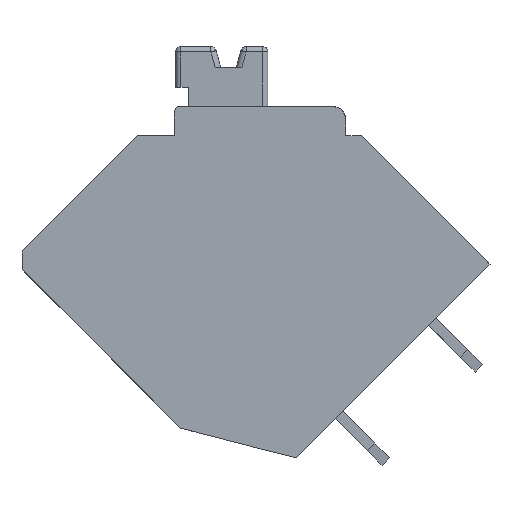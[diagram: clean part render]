
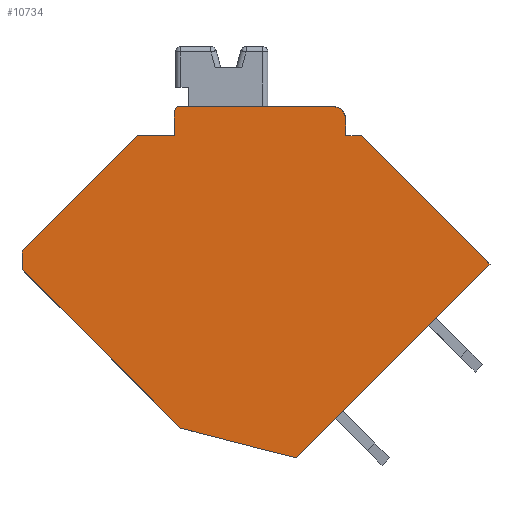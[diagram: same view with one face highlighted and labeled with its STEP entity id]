
A CAD part, left-side view. The second image highlights one B-rep face of the part: STEP entity #10734.
In plain terms, the highlighted planar face has unit normal (-1, 0, 0).
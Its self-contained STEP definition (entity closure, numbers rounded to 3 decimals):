
#236=PLANE('',#11412);
#598=CIRCLE('',#11379,0.5);
#600=CIRCLE('',#11383,0.2);
#1479=ORIENTED_EDGE('',*,*,#4597,.F.);
#1480=ORIENTED_EDGE('',*,*,#4603,.T.);
#1481=ORIENTED_EDGE('',*,*,#4260,.F.);
#1482=ORIENTED_EDGE('',*,*,#4594,.F.);
#1483=ORIENTED_EDGE('',*,*,#4562,.F.);
#1484=ORIENTED_EDGE('',*,*,#4283,.F.);
#1485=ORIENTED_EDGE('',*,*,#4588,.F.);
#1486=ORIENTED_EDGE('',*,*,#4587,.F.);
#1487=ORIENTED_EDGE('',*,*,#4505,.T.);
#1488=ORIENTED_EDGE('',*,*,#4500,.F.);
#1489=ORIENTED_EDGE('',*,*,#4512,.T.);
#1490=ORIENTED_EDGE('',*,*,#4510,.F.);
#1491=ORIENTED_EDGE('',*,*,#4570,.F.);
#4260=EDGE_CURVE('',#5862,#5863,#6904,.T.);
#4283=EDGE_CURVE('',#5883,#5884,#6927,.T.);
#4500=EDGE_CURVE('',#6073,#6074,#7128,.T.);
#4505=EDGE_CURVE('',#6078,#6074,#598,.T.);
#4510=EDGE_CURVE('',#6082,#6079,#7135,.T.);
#4512=EDGE_CURVE('',#6073,#6079,#600,.T.);
#4562=EDGE_CURVE('',#5884,#6119,#7185,.T.);
#4570=EDGE_CURVE('',#6124,#6082,#7190,.T.);
#4587=EDGE_CURVE('',#6078,#6133,#7200,.T.);
#4588=EDGE_CURVE('',#6133,#5883,#7201,.T.);
#4594=EDGE_CURVE('',#6119,#5862,#7207,.T.);
#4597=EDGE_CURVE('',#6135,#6124,#7210,.T.);
#4603=EDGE_CURVE('',#6135,#5863,#7215,.F.);
#5862=VERTEX_POINT('',#15554);
#5863=VERTEX_POINT('',#15556);
#5883=VERTEX_POINT('',#15601);
#5884=VERTEX_POINT('',#15603);
#6073=VERTEX_POINT('',#16043);
#6074=VERTEX_POINT('',#16045);
#6078=VERTEX_POINT('',#16059);
#6079=VERTEX_POINT('',#16063);
#6082=VERTEX_POINT('',#16068);
#6119=VERTEX_POINT('',#16168);
#6124=VERTEX_POINT('',#16183);
#6133=VERTEX_POINT('',#16209);
#6135=VERTEX_POINT('',#16225);
#6904=LINE('',#15555,#8193);
#6927=LINE('',#15602,#8216);
#7128=LINE('',#16044,#8417);
#7135=LINE('',#16069,#8424);
#7185=LINE('',#16170,#8474);
#7190=LINE('',#16184,#8479);
#7200=LINE('',#16211,#8489);
#7201=LINE('',#16213,#8490);
#7207=LINE('',#16220,#8496);
#7210=LINE('',#16226,#8499);
#7215=LINE('',#16236,#8504);
#8193=VECTOR('',#12398,1000.);
#8216=VECTOR('',#12427,1000.);
#8417=VECTOR('',#12712,1000.);
#8424=VECTOR('',#12727,1000.);
#8474=VECTOR('',#12805,1000.);
#8479=VECTOR('',#12818,1000.);
#8489=VECTOR('',#12844,1000.);
#8490=VECTOR('',#12847,1000.);
#8496=VECTOR('',#12855,1000.);
#8499=VECTOR('',#12860,1000.);
#8504=VECTOR('',#12871,1000.);
#9406=EDGE_LOOP('',(#1479,#1480,#1481,#1482,#1483,#1484,#1485,#1486,#1487,
#1488,#1489,#1490,#1491));
#10002=FACE_BOUND('',#9406,.T.);
#10734=ADVANCED_FACE('',(#10002),#236,.T.);
#11379=AXIS2_PLACEMENT_3D('',#16058,#12719,#12720);
#11383=AXIS2_PLACEMENT_3D('',#16072,#12732,#12733);
#11412=AXIS2_PLACEMENT_3D('',#16235,#12869,#12870);
#12398=DIRECTION('',(0.,0.707,0.707));
#12427=DIRECTION('',(0.,-0.707,-0.707));
#12712=DIRECTION('',(0.,-1.,0.));
#12719=DIRECTION('',(-1.,0.,0.));
#12720=DIRECTION('',(0.,0.,1.));
#12727=DIRECTION('',(0.,0.,1.));
#12732=DIRECTION('',(-1.,0.,0.));
#12733=DIRECTION('',(0.,0.,1.));
#12805=DIRECTION('',(0.,0.707,-0.707));
#12818=DIRECTION('',(0.,-1.,0.));
#12844=DIRECTION('',(0.,0.,-1.));
#12847=DIRECTION('',(0.,-1.,0.));
#12855=DIRECTION('',(0.,0.968,0.25));
#12860=DIRECTION('',(0.,-0.707,0.707));
#12869=DIRECTION('',(-1.,0.,0.));
#12870=DIRECTION('',(0.,0.,1.));
#12871=DIRECTION('',(0.,0.,1.));
#15554=CARTESIAN_POINT('',(-5.6,3.017,-6.364));
#15555=CARTESIAN_POINT('',(-5.6,3.017,-6.364));
#15556=CARTESIAN_POINT('',(-5.6,9.027,-0.354));
#15601=CARTESIAN_POINT('',(-5.6,-3.85,4.731));
#15602=CARTESIAN_POINT('',(-5.6,-3.85,4.731));
#15603=CARTESIAN_POINT('',(-5.6,-8.722,-0.141));
#16043=CARTESIAN_POINT('',(-5.6,3.05,5.831));
#16044=CARTESIAN_POINT('',(-5.6,3.25,5.831));
#16045=CARTESIAN_POINT('',(-5.6,-2.75,5.831));
#16058=CARTESIAN_POINT('',(-5.6,-2.75,5.331));
#16059=CARTESIAN_POINT('',(-5.6,-3.25,5.331));
#16063=CARTESIAN_POINT('',(-5.6,3.25,5.631));
#16068=CARTESIAN_POINT('',(-5.6,3.25,4.731));
#16069=CARTESIAN_POINT('',(-5.6,3.25,5.831));
#16072=CARTESIAN_POINT('',(-5.6,3.05,5.631));
#16168=CARTESIAN_POINT('',(-5.6,-1.368,-7.495));
#16170=CARTESIAN_POINT('',(-5.6,-8.722,-0.141));
#16183=CARTESIAN_POINT('',(-5.6,4.65,4.731));
#16184=CARTESIAN_POINT('',(-5.6,3.25,4.731));
#16209=CARTESIAN_POINT('',(-5.6,-3.25,4.731));
#16211=CARTESIAN_POINT('',(-5.6,-3.25,4.731));
#16213=CARTESIAN_POINT('',(-5.6,-3.85,4.731));
#16220=CARTESIAN_POINT('',(-5.6,-1.368,-7.495));
#16225=CARTESIAN_POINT('',(-5.6,9.027,0.354));
#16226=CARTESIAN_POINT('',(-5.6,9.381,0.));
#16235=CARTESIAN_POINT('',(-5.6,0.,0.));
#16236=CARTESIAN_POINT('',(-5.6,9.027,0.));
